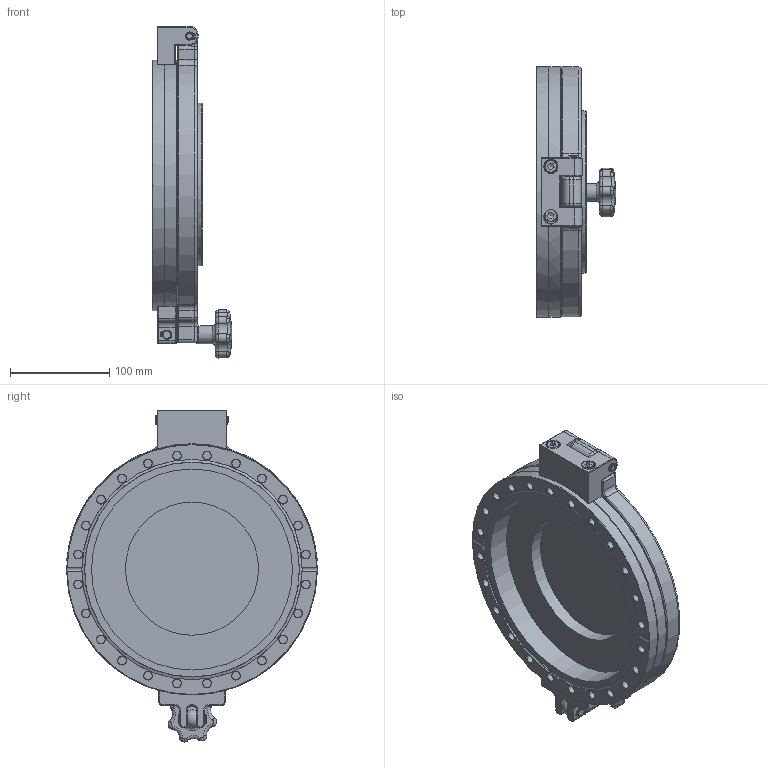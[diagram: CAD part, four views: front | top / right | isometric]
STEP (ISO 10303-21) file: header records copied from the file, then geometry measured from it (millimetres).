
FILE_DESCRIPTION(/* description */ (''),/* implementation_level */ '2;1');
FILE_NAME(/* name */ 'QAD200VP Simplified.stp',/* time_stamp */ '2023-03-27T16:19:45+01:00',/* author */ ('NCollins'),/* organization */ (''),/* preprocessor_version */ 'ST-DEVELOPER v19.2',/* originating_system */ 'Autodesk Inventor 2023',/* authorisation */ '');
FILE_SCHEMA (('AUTOMOTIVE_DESIGN { 1 0 10303 214 3 1 1 }'));
Length unit declared in the file: inch
Products named in the file (1): QAD200VP Simplified
Bounding box: 80.14 x 253.24 x 335.23 mm (x, y, z)
Volume: 1380822.9 mm3; surface area: 271751.9 mm2
Topology: 1 solids, 39 shells, 946 faces, 2273 edges, 1440 vertices
Faces by surface type: cylinder 367, plane 278, cone 150, torus 99, bspline 34, sphere 18
Full cylindrical faces by diameter (mm): 1.2 x4, 1.8 x2, 3.242 x10, 3.813 x8, 4 x7, 5.7 x2, 6 x5, 6.6 x2, 6.647 x2, 7.6 x2, 8 x17, 8.433 x24, 8.5 x1, 9 x1, 10 x4, 10.5 x2, 13 x25, 13.5 x1, 14 x2, 18 x2, 134 x1, 134.4 x1, 144 x1, 145 x2, 164.2 x1, 203 x1, 205.6 x1, 222.377 x1, 253.238 x2
Entity records: 31612 total; most frequent: CARTESIAN_POINT 9423, DIRECTION 4731, ORIENTED_EDGE 4484, EDGE_CURVE 2242, AXIS2_PLACEMENT_3D 1983, VERTEX_POINT 1438, EDGE_LOOP 1090, CIRCLE 1030
